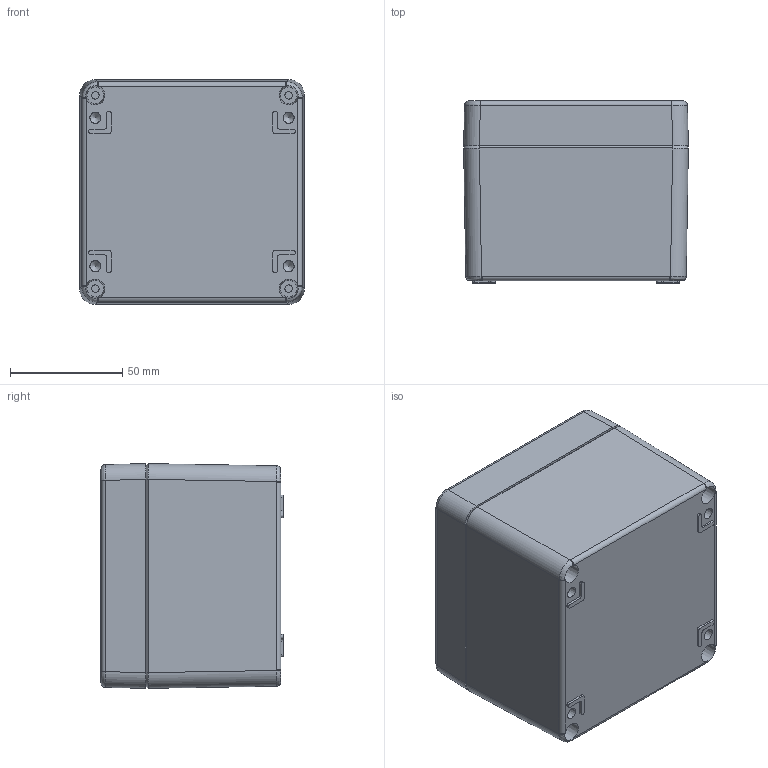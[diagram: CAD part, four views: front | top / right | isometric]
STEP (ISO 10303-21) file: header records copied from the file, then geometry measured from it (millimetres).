
FILE_DESCRIPTION (( 'STEP AP214' ), '1' );
FILE_NAME ('01101008.STEP', '2023-08-08T06:16:33', ( 'ROSE Systemtechnik GmbH ' ), ( 'ROSE Systemtechnik GmbH ' ), 'SwSTEP 2.0', 'SolidWorks 2020', '' );
FILE_SCHEMA (( 'AUTOMOTIVE_DESIGN' ));
Length unit declared in the file: millimetre
Products named in the file (4): 01101008; 01155_Katalog Darstellung; 93133; 02155_Katalog Darstellung
Assembly tree (6 placements, depth 2):
  01101008
    01155_Katalog Darstellung
    02155_Katalog Darstellung
    93133  x4
Bounding box: 100 x 81 x 100 mm (x, y, z)
Volume: 213606.8 mm3; surface area: 110885.3 mm2
Topology: 6 solids, 6 shells, 573 faces, 1390 edges, 893 vertices
Faces by surface type: plane 303, cylinder 119, bspline 84, cone 55, torus 12
Full cylindrical faces by diameter (mm): 3.3 x11, 3.52 x4, 4 x4, 5.95 x5, 6.15 x5, 7 x3
Entity records: 18746 total; most frequent: CARTESIAN_POINT 7469, ORIENTED_EDGE 2290, DIRECTION 2053, EDGE_CURVE 1145, VERTEX_POINT 773, AXIS2_PLACEMENT_3D 695, VECTOR 663, LINE 663
